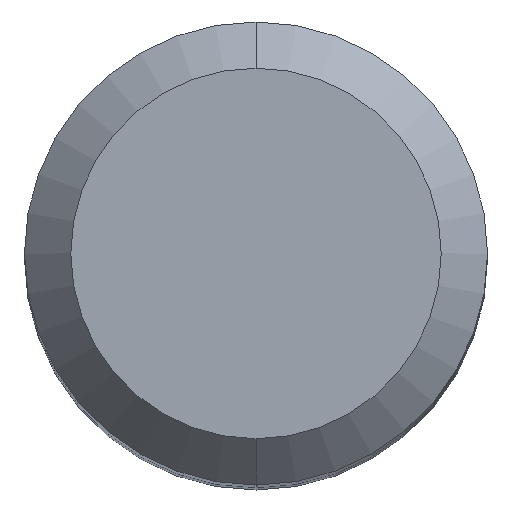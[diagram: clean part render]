
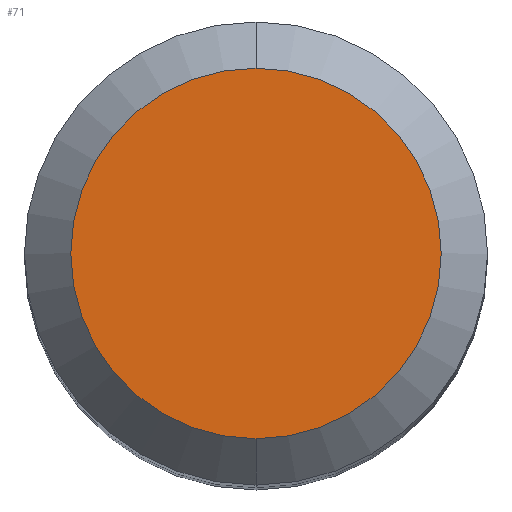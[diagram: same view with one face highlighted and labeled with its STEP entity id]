
A CAD part, top view. The second image highlights one B-rep face of the part: STEP entity #71.
In plain terms, the highlighted planar face has unit normal (0, 0, 1).
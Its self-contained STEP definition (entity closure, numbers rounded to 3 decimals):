
#71=ADVANCED_FACE('',(#153),#154,.T.);
#153=FACE_OUTER_BOUND('',#247,.T.);
#154=PLANE('',#248);
#247=EDGE_LOOP('',(#363,#364));
#248=AXIS2_PLACEMENT_3D('',#365,#366,#367);
#363=ORIENTED_EDGE('',*,*,#495,.F.);
#364=ORIENTED_EDGE('',*,*,#512,.F.);
#365=CARTESIAN_POINT('',(0.,2.4,38.8));
#366=DIRECTION('',(0.,0.,1.0));
#367=DIRECTION('',(0.,-1.0,0.));
#495=EDGE_CURVE('',#579,#581,#582,.T.);
#512=EDGE_CURVE('',#581,#579,#603,.T.);
#579=VERTEX_POINT('',#677);
#581=VERTEX_POINT('',#680);
#582=CIRCLE('',#681,4.8);
#603=CIRCLE('',#707,4.8);
#677=CARTESIAN_POINT('',(0.,4.8,38.8));
#680=CARTESIAN_POINT('',(0.,-4.8,38.8));
#681=AXIS2_PLACEMENT_3D('',#767,#768,#769);
#707=AXIS2_PLACEMENT_3D('',#790,#791,#792);
#767=CARTESIAN_POINT('',(0.,0.,38.8));
#768=DIRECTION('',(0.,0.0,-1.0));
#769=DIRECTION('',(0.0,1.0,0.0));
#790=CARTESIAN_POINT('',(0.,0.,38.8));
#791=DIRECTION('',(0.,0.0,-1.0));
#792=DIRECTION('',(0.0,1.0,0.0));
